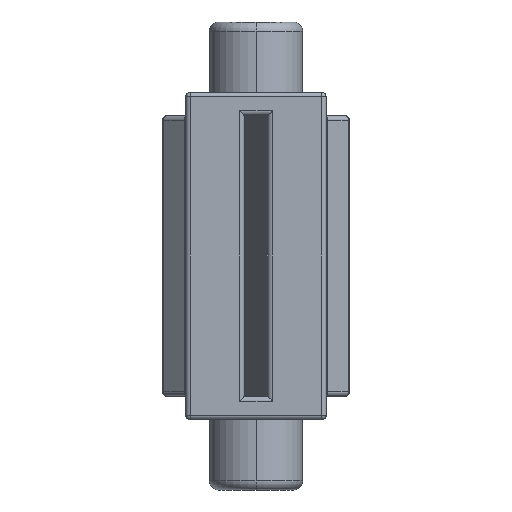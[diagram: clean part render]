
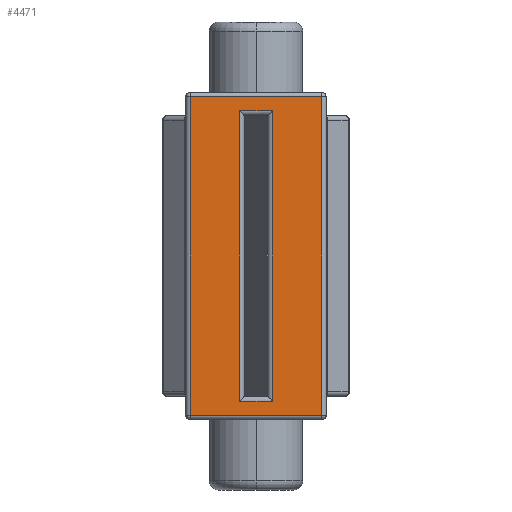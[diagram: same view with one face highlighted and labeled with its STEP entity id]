
A CAD part, left-side view. The second image highlights one B-rep face of the part: STEP entity #4471.
In plain terms, the highlighted planar face has unit normal (-1, 0, 0).
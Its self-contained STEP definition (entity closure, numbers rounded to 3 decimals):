
#56 = ORIENTED_EDGE ( 'NONE', *, *, #1327, .T. ) ;
#126 = VERTEX_POINT ( 'NONE', #3076 ) ;
#159 = ORIENTED_EDGE ( 'NONE', *, *, #690, .T. ) ;
#235 = CARTESIAN_POINT ( 'NONE',  ( -12., -1.4, 3.4 ) ) ;
#285 = DIRECTION ( 'NONE',  ( 0., 0., -1. ) ) ;
#451 = CARTESIAN_POINT ( 'NONE',  ( -12., 1.4, -3.4 ) ) ;
#452 = VERTEX_POINT ( 'NONE', #4052 ) ;
#551 = EDGE_CURVE ( 'NONE', #1564, #1061, #3035, .T. ) ;
#554 = FACE_OUTER_BOUND ( 'NONE', #3116, .T. ) ;
#683 = CARTESIAN_POINT ( 'NONE',  ( -12., -1.4, 3.5 ) ) ;
#690 = EDGE_CURVE ( 'NONE', #4364, #452, #2520, .T. ) ;
#776 = CARTESIAN_POINT ( 'NONE',  ( -12., 1.5, -3.1 ) ) ;
#813 = AXIS2_PLACEMENT_3D ( 'NONE', #1272, #3786, #1953 ) ;
#892 = CARTESIAN_POINT ( 'NONE',  ( -12., 1.4, 3.4 ) ) ;
#1047 = VECTOR ( 'NONE', #4233, 1000. ) ;
#1061 = VERTEX_POINT ( 'NONE', #1724 ) ;
#1217 = ORIENTED_EDGE ( 'NONE', *, *, #1425, .T. ) ;
#1272 = CARTESIAN_POINT ( 'NONE',  ( -12., 1.5, 3.5 ) ) ;
#1327 = EDGE_CURVE ( 'NONE', #126, #4219, #3692, .T. ) ;
#1411 = ORIENTED_EDGE ( 'NONE', *, *, #551, .T. ) ;
#1425 = EDGE_CURVE ( 'NONE', #1061, #4079, #1458, .T. ) ;
#1438 = LINE ( 'NONE', #2491, #1047 ) ;
#1439 = EDGE_CURVE ( 'NONE', #4079, #2276, #1438, .T. ) ;
#1458 = LINE ( 'NONE', #683, #4645 ) ;
#1471 = VECTOR ( 'NONE', #3731, 1000. ) ;
#1564 = VERTEX_POINT ( 'NONE', #451 ) ;
#1592 = EDGE_LOOP ( 'NONE', ( #159, #2541, #56, #2868 ) ) ;
#1645 = PLANE ( 'NONE',  #813 ) ;
#1724 = CARTESIAN_POINT ( 'NONE',  ( -12., -1.4, -3.4 ) ) ;
#1877 = DIRECTION ( 'NONE',  ( 0., 0., 1. ) ) ;
#1953 = DIRECTION ( 'NONE',  ( 0., 0., -1. ) ) ;
#1959 = LINE ( 'NONE', #2920, #2089 ) ;
#1965 = ORIENTED_EDGE ( 'NONE', *, *, #3625, .T. ) ;
#1987 = ORIENTED_EDGE ( 'NONE', *, *, #1439, .T. ) ;
#2089 = VECTOR ( 'NONE', #4354, 1000. ) ;
#2099 = VECTOR ( 'NONE', #3660, 1000. ) ;
#2276 = VERTEX_POINT ( 'NONE', #892 ) ;
#2329 = CARTESIAN_POINT ( 'NONE',  ( -12., -0.35, 3.5 ) ) ;
#2491 = CARTESIAN_POINT ( 'NONE',  ( -12., 1.5, 3.4 ) ) ;
#2520 = LINE ( 'NONE', #2908, #3889 ) ;
#2541 = ORIENTED_EDGE ( 'NONE', *, *, #4010, .T. ) ;
#2654 = CARTESIAN_POINT ( 'NONE',  ( -12., 1.4, 3.5 ) ) ;
#2681 = DIRECTION ( 'NONE',  ( 0., -1., 0. ) ) ;
#2868 = ORIENTED_EDGE ( 'NONE', *, *, #4547, .T. ) ;
#2908 = CARTESIAN_POINT ( 'NONE',  ( -12., 0.35, 3.5 ) ) ;
#2920 = CARTESIAN_POINT ( 'NONE',  ( -12., 1.5, 3.1 ) ) ;
#2953 = LINE ( 'NONE', #776, #2099 ) ;
#3035 = LINE ( 'NONE', #4462, #3454 ) ;
#3076 = CARTESIAN_POINT ( 'NONE',  ( -12., -0.35, 3.1 ) ) ;
#3116 = EDGE_LOOP ( 'NONE', ( #1411, #1217, #1987, #1965 ) ) ;
#3159 = VECTOR ( 'NONE', #285, 1000. ) ;
#3454 = VECTOR ( 'NONE', #2681, 1000. ) ;
#3625 = EDGE_CURVE ( 'NONE', #2276, #1564, #3802, .T. ) ;
#3660 = DIRECTION ( 'NONE',  ( 0., 1., 0. ) ) ;
#3692 = LINE ( 'NONE', #2329, #3159 ) ;
#3695 = CARTESIAN_POINT ( 'NONE',  ( -12., 0.35, -3.1 ) ) ;
#3731 = DIRECTION ( 'NONE',  ( 0., 0., -1. ) ) ;
#3786 = DIRECTION ( 'NONE',  ( 1., 0., 0. ) ) ;
#3802 = LINE ( 'NONE', #2654, #1471 ) ;
#3889 = VECTOR ( 'NONE', #1877, 1000. ) ;
#3907 = DIRECTION ( 'NONE',  ( 0., 0., 1. ) ) ;
#4010 = EDGE_CURVE ( 'NONE', #452, #126, #1959, .T. ) ;
#4052 = CARTESIAN_POINT ( 'NONE',  ( -12., 0.35, 3.1 ) ) ;
#4079 = VERTEX_POINT ( 'NONE', #235 ) ;
#4219 = VERTEX_POINT ( 'NONE', #4245 ) ;
#4233 = DIRECTION ( 'NONE',  ( 0., 1., 0. ) ) ;
#4245 = CARTESIAN_POINT ( 'NONE',  ( -12., -0.35, -3.1 ) ) ;
#4354 = DIRECTION ( 'NONE',  ( 0., -1., 0. ) ) ;
#4364 = VERTEX_POINT ( 'NONE', #3695 ) ;
#4462 = CARTESIAN_POINT ( 'NONE',  ( -12., 1.5, -3.4 ) ) ;
#4471 = ADVANCED_FACE ( 'NONE', ( #4488, #554 ), #1645, .F. ) ;
#4488 = FACE_BOUND ( 'NONE', #1592, .T. ) ;
#4547 = EDGE_CURVE ( 'NONE', #4219, #4364, #2953, .T. ) ;
#4645 = VECTOR ( 'NONE', #3907, 1000. ) ;
